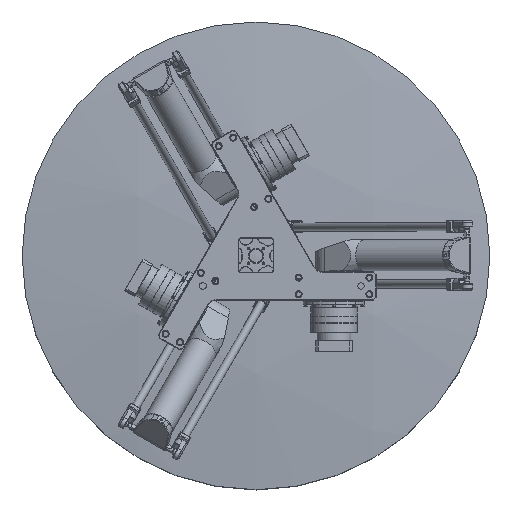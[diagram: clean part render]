
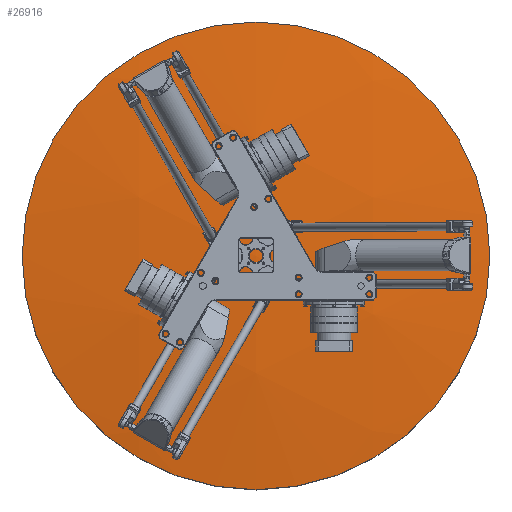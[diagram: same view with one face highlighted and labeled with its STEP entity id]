
A CAD part, top view. The second image highlights one B-rep face of the part: STEP entity #26916.
In plain terms, the highlighted spherical face has radius 3390 mm.
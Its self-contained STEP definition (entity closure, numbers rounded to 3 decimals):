
#19=SPHERICAL_SURFACE('',#29697,3390.);
#4239=FACE_OUTER_BOUND('',#6006,.T.);
#6006=EDGE_LOOP('',(#24741));
#11867=CIRCLE('',#29698,450.);
#14141=VERTEX_POINT('',#52493);
#17690=EDGE_CURVE('',#14141,#14141,#11867,.T.);
#24741=ORIENTED_EDGE('',*,*,#17690,.T.);
#26916=ADVANCED_FACE('',(#4239),#19,.T.);
#29697=AXIS2_PLACEMENT_3D('',#52492,#37009,#37010);
#29698=AXIS2_PLACEMENT_3D('',#52494,#37011,#37012);
#37009=DIRECTION('center_axis',(0.,0.,1.));
#37010=DIRECTION('ref_axis',(1.,0.,0.));
#37011=DIRECTION('center_axis',(0.,1.,0.));
#37012=DIRECTION('ref_axis',(-1.,0.,0.));
#52492=CARTESIAN_POINT('Origin',(0.,-3010.,0.));
#52493=CARTESIAN_POINT('',(450.,350.,0.));
#52494=CARTESIAN_POINT('Origin',(0.,350.,0.));
